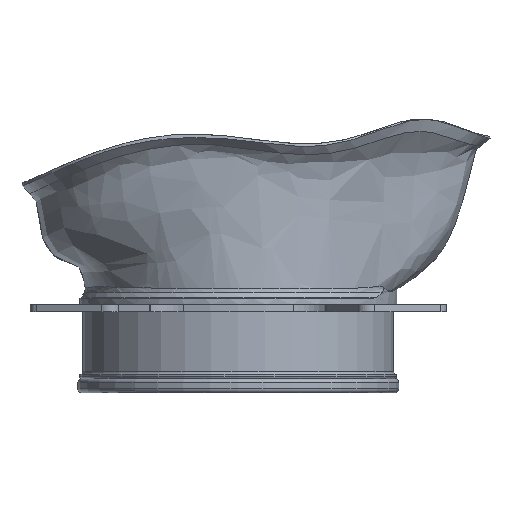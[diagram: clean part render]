
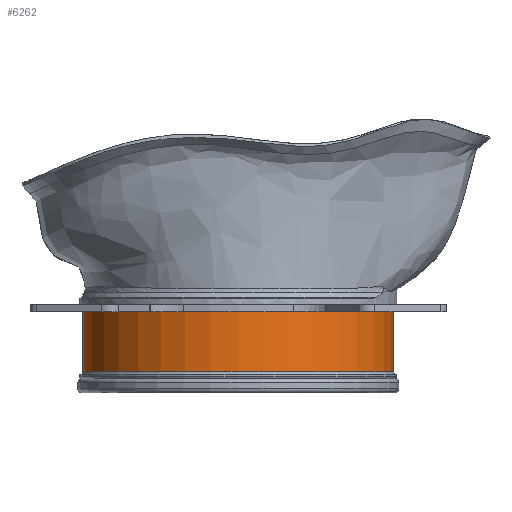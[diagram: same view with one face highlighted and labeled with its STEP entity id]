
A CAD part, left-side view. The second image highlights one B-rep face of the part: STEP entity #6262.
In plain terms, the highlighted cylindrical face has radius 38.75 mm (diameter 77.5 mm), a full revolution.
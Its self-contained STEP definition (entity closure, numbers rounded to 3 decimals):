
#533=LINE('',#11020,#856);
#856=VECTOR('',#7363,38.75);
#1179=CYLINDRICAL_SURFACE('',#6683,38.75);
#1404=FACE_OUTER_BOUND('',#1773,.T.);
#1773=EDGE_LOOP('',(#4305,#4306,#4307,#4308,#4309,#4310,#4311,#4312));
#2162=CIRCLE('',#6680,38.75);
#2163=CIRCLE('',#6681,38.75);
#2164=CIRCLE('',#6682,38.75);
#2165=CIRCLE('',#6684,38.75);
#2166=CIRCLE('',#6685,38.75);
#2167=CIRCLE('',#6686,38.75);
#2572=VERTEX_POINT('',#11009);
#2573=VERTEX_POINT('',#11011);
#2574=VERTEX_POINT('',#11013);
#2575=VERTEX_POINT('',#11017);
#2576=VERTEX_POINT('',#11018);
#2577=VERTEX_POINT('',#11021);
#3240=EDGE_CURVE('',#2572,#2573,#2162,.T.);
#3241=EDGE_CURVE('',#2573,#2574,#2163,.T.);
#3242=EDGE_CURVE('',#2574,#2572,#2164,.T.);
#3243=EDGE_CURVE('',#2575,#2576,#2165,.T.);
#3244=EDGE_CURVE('',#2576,#2574,#533,.T.);
#3245=EDGE_CURVE('',#2576,#2577,#2166,.T.);
#3246=EDGE_CURVE('',#2577,#2575,#2167,.T.);
#4305=ORIENTED_EDGE('',*,*,#3243,.T.);
#4306=ORIENTED_EDGE('',*,*,#3244,.T.);
#4307=ORIENTED_EDGE('',*,*,#3241,.F.);
#4308=ORIENTED_EDGE('',*,*,#3240,.F.);
#4309=ORIENTED_EDGE('',*,*,#3242,.F.);
#4310=ORIENTED_EDGE('',*,*,#3244,.F.);
#4311=ORIENTED_EDGE('',*,*,#3245,.T.);
#4312=ORIENTED_EDGE('',*,*,#3246,.T.);
#6262=ADVANCED_FACE('',(#1404),#1179,.T.);
#6680=AXIS2_PLACEMENT_3D('',#11012,#7353,#7354);
#6681=AXIS2_PLACEMENT_3D('',#11014,#7355,#7356);
#6682=AXIS2_PLACEMENT_3D('',#11015,#7357,#7358);
#6683=AXIS2_PLACEMENT_3D('',#11016,#7359,#7360);
#6684=AXIS2_PLACEMENT_3D('',#11019,#7361,#7362);
#6685=AXIS2_PLACEMENT_3D('',#11022,#7364,#7365);
#6686=AXIS2_PLACEMENT_3D('',#11023,#7366,#7367);
#7353=DIRECTION('center_axis',(0.,0.,1.));
#7354=DIRECTION('ref_axis',(1.,0.,0.));
#7355=DIRECTION('center_axis',(0.,0.,1.));
#7356=DIRECTION('ref_axis',(1.,0.,0.));
#7357=DIRECTION('center_axis',(0.,0.,1.));
#7358=DIRECTION('ref_axis',(1.,0.,0.));
#7359=DIRECTION('center_axis',(0.,0.,1.));
#7360=DIRECTION('ref_axis',(0.,-1.,0.));
#7361=DIRECTION('center_axis',(0.,0.,1.));
#7362=DIRECTION('ref_axis',(1.,0.,0.));
#7363=DIRECTION('',(0.,0.,1.));
#7364=DIRECTION('center_axis',(0.,0.,1.));
#7365=DIRECTION('ref_axis',(1.,0.,0.));
#7366=DIRECTION('center_axis',(0.,0.,1.));
#7367=DIRECTION('ref_axis',(1.,0.,0.));
#11009=CARTESIAN_POINT('',(-38.748,4.,41.75));
#11011=CARTESIAN_POINT('',(0.002,-34.75,41.75));
#11012=CARTESIAN_POINT('Origin',(0.002,4.,41.75));
#11013=CARTESIAN_POINT('',(0.002,42.75,41.75));
#11014=CARTESIAN_POINT('Origin',(0.002,4.,41.75));
#11015=CARTESIAN_POINT('Origin',(0.002,4.,41.75));
#11016=CARTESIAN_POINT('Origin',(0.002,4.,33.75));
#11017=CARTESIAN_POINT('',(0.002,-34.75,25.75));
#11018=CARTESIAN_POINT('',(0.002,42.75,25.75));
#11019=CARTESIAN_POINT('Origin',(0.002,4.,25.75));
#11020=CARTESIAN_POINT('',(0.002,42.75,33.75));
#11021=CARTESIAN_POINT('',(-38.748,4.,25.75));
#11022=CARTESIAN_POINT('Origin',(0.002,4.,25.75));
#11023=CARTESIAN_POINT('Origin',(0.002,4.,25.75));
